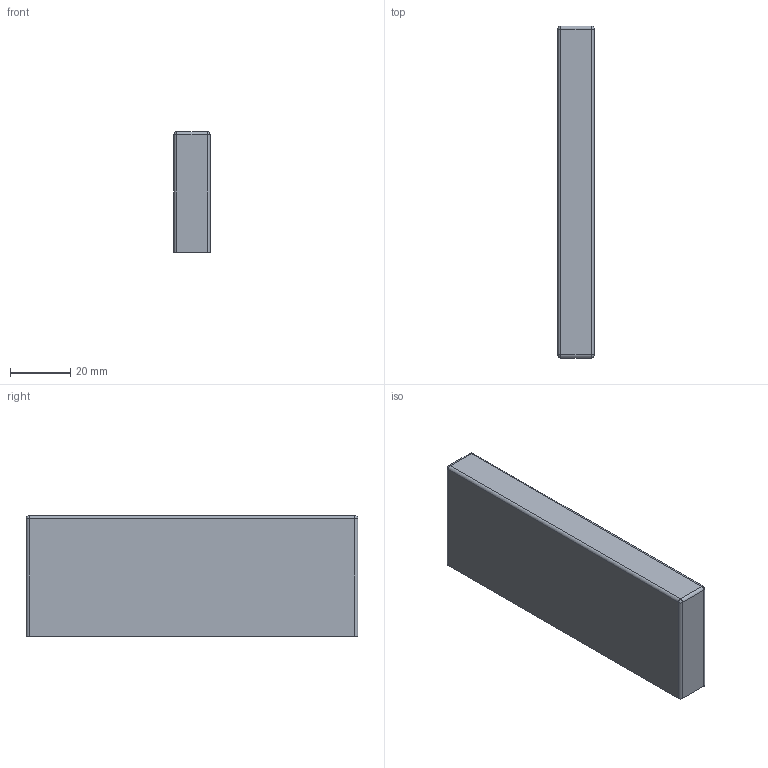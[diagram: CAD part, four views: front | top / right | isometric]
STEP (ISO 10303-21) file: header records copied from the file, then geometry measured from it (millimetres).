
FILE_DESCRIPTION(/* description */ (''),/* implementation_level */ '2;1');
FILE_NAME(/* name */ '05 - End plate.stp',/* time_stamp */ '2023-01-17T10:52:20+01:00',/* author */ ('JN'),/* organization */ (''),/* preprocessor_version */ 'ST-DEVELOPER v18.1',/* originating_system */ 'Autodesk Inventor 2022',/* authorisation */ '');
FILE_SCHEMA (('AUTOMOTIVE_DESIGN { 1 0 10303 214 3 1 1 }'));
Length unit declared in the file: millimetre
Products named in the file (1): Aufsatz hinten
Bounding box: 12 x 110 x 40 mm (x, y, z)
Volume: 43361.4 mm3; surface area: 14749.9 mm2
Topology: 1 solids, 1 shells, 42 faces, 87 edges, 52 vertices
Faces by surface type: cylinder 17, plane 15, torus 6, sphere 4
Full cylindrical faces by diameter (mm): 5.7 x3, 9 x4, 22.6 x2
Entity records: 1222 total; most frequent: CARTESIAN_POINT 250, DIRECTION 223, ORIENTED_EDGE 174, AXIS2_PLACEMENT_3D 97, EDGE_CURVE 87, CIRCLE 54, VERTEX_POINT 52, EDGE_LOOP 47
